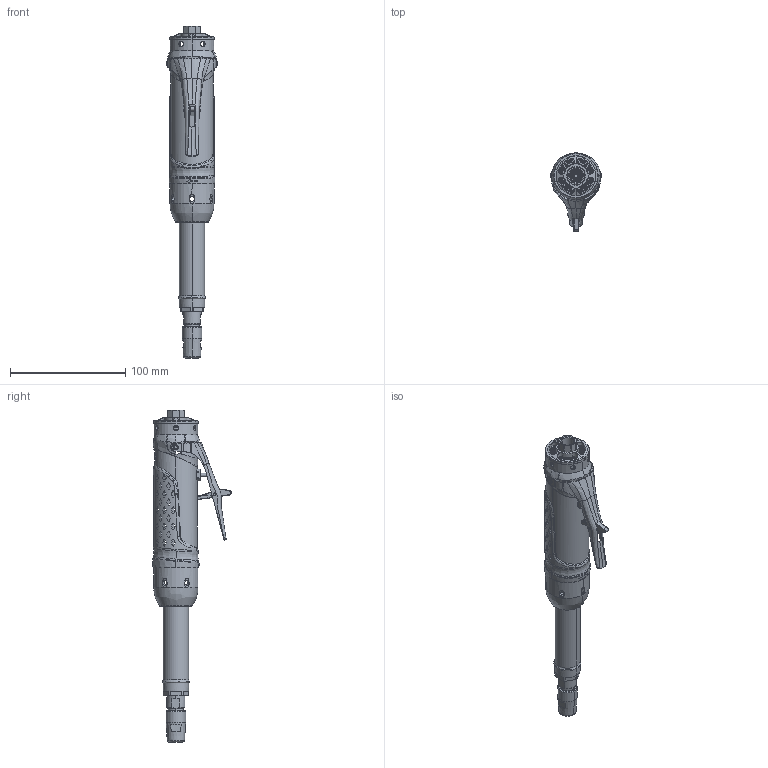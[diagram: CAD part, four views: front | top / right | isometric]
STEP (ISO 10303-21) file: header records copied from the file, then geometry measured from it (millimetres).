
FILE_DESCRIPTION((''),'2;1');
FILE_NAME('TMP121011_SW','2012-04-26T',('tooextcsr'),(''),'PRO/ENGINEER BY PARAMETRIC TECHNOLOGY CORPORATION, 2011410','PRO/ENGINEER BY PARAMETRIC TECHNOLOGY CORPORATION, 2011410','');
FILE_SCHEMA(('CONFIG_CONTROL_DESIGN', 'GEOMETRIC_VALIDATION_PROPERTIES_MIM'));
Products named in the file (1): TMP121011_SW
Bounding box: 43.6 x 68.24 x 288.52 mm (x, y, z)
Surface area: 41256.6 mm2 (no closed solid volume)
Topology: 0 solids, 78 shells, 481 faces, 2866 edges, 2402 vertices
Faces by surface type: bspline 177, cylinder 151, plane 77, cone 33, torus 29, extrusion 14
Entity records: 51558 total; most frequent: CARTESIAN_POINT 29202, ORIENTED_EDGE 3635, EDGE_CURVE 2866, DIRECTION 2525, VERTEX_POINT 2402, B_SPLINE_CURVE_WITH_KNOTS 1667, AXIS2_PLACEMENT_3D 1008, CIRCLE 718
